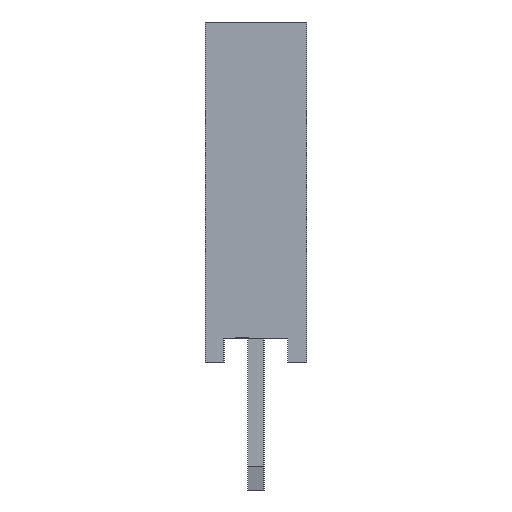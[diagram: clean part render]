
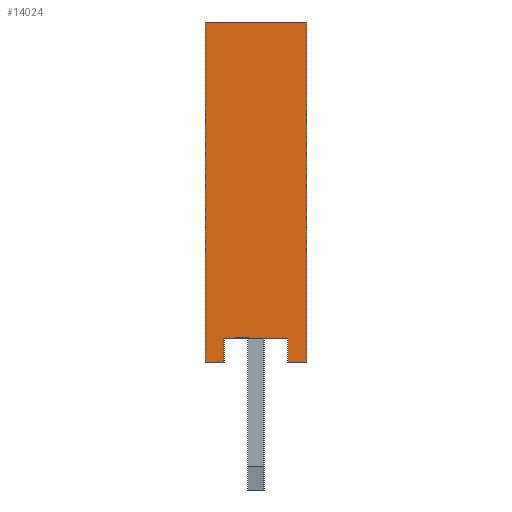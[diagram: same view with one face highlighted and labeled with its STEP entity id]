
A CAD part, left-side view. The second image highlights one B-rep face of the part: STEP entity #14024.
In plain terms, the highlighted planar face has unit normal (-1, 0, 0).
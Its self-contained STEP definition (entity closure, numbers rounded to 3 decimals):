
#279 = EDGE_CURVE ( 'NONE', #35354, #10768, #19207, .T. ) ;
#372 = VECTOR ( 'NONE', #9797, 1000. ) ;
#749 = EDGE_CURVE ( 'NONE', #16387, #35093, #32556, .T. ) ;
#1011 = CARTESIAN_POINT ( 'NONE',  ( -1.27, 2.07, 0.6 ) ) ;
#1173 = DIRECTION ( 'NONE',  ( 0., 0., -1. ) ) ;
#2377 = VERTEX_POINT ( 'NONE', #19816 ) ;
#2659 = CARTESIAN_POINT ( 'NONE',  ( -1.27, 0.47, 0.6 ) ) ;
#3456 = LINE ( 'NONE', #2659, #33345 ) ;
#3499 = CARTESIAN_POINT ( 'NONE',  ( -1.27, 2.54, 0. ) ) ;
#3616 = VERTEX_POINT ( 'NONE', #33421 ) ;
#5566 = VECTOR ( 'NONE', #7630, 1000. ) ;
#6283 = ORIENTED_EDGE ( 'NONE', *, *, #13490, .F. ) ;
#7078 = CARTESIAN_POINT ( 'NONE',  ( -1.27, 2.54, 8.5 ) ) ;
#7185 = ORIENTED_EDGE ( 'NONE', *, *, #749, .F. ) ;
#7630 = DIRECTION ( 'NONE',  ( 0., -1., 0. ) ) ;
#9176 = EDGE_CURVE ( 'NONE', #16387, #30316, #17981, .T. ) ;
#9364 = CARTESIAN_POINT ( 'NONE',  ( -1.27, 2.54, 8.5 ) ) ;
#9797 = DIRECTION ( 'NONE',  ( 0., 0., -1. ) ) ;
#10031 = CARTESIAN_POINT ( 'NONE',  ( -1.27, 0.47, 0.6 ) ) ;
#10768 = VERTEX_POINT ( 'NONE', #17244 ) ;
#10990 = ORIENTED_EDGE ( 'NONE', *, *, #279, .F. ) ;
#11094 = ORIENTED_EDGE ( 'NONE', *, *, #17109, .F. ) ;
#11183 = VECTOR ( 'NONE', #17845, 1000. ) ;
#11198 = CARTESIAN_POINT ( 'NONE',  ( -1.27, 2.07, 0.6 ) ) ;
#11216 = DIRECTION ( 'NONE',  ( 1., 0., 0. ) ) ;
#11568 = EDGE_LOOP ( 'NONE', ( #13164, #10990, #14058, #6283, #27654, #11094, #7185, #26281 ) ) ;
#11957 = CARTESIAN_POINT ( 'NONE',  ( -1.27, 2.54, 8.5 ) ) ;
#12233 = DIRECTION ( 'NONE',  ( 0., 0., -1. ) ) ;
#12635 = DIRECTION ( 'NONE',  ( 0., -1., 0. ) ) ;
#12942 = CARTESIAN_POINT ( 'NONE',  ( -1.27, 0., 8.5 ) ) ;
#13164 = ORIENTED_EDGE ( 'NONE', *, *, #17199, .T. ) ;
#13490 = EDGE_CURVE ( 'NONE', #2377, #3616, #23269, .T. ) ;
#14024 = ADVANCED_FACE ( 'NONE', ( #18030 ), #30968, .F. ) ;
#14058 = ORIENTED_EDGE ( 'NONE', *, *, #21160, .F. ) ;
#14473 = CARTESIAN_POINT ( 'NONE',  ( -1.27, 0., 8.5 ) ) ;
#16387 = VERTEX_POINT ( 'NONE', #11957 ) ;
#16807 = LINE ( 'NONE', #30044, #5566 ) ;
#17047 = VECTOR ( 'NONE', #12233, 1000. ) ;
#17109 = EDGE_CURVE ( 'NONE', #35093, #24191, #21629, .T. ) ;
#17199 = EDGE_CURVE ( 'NONE', #30316, #10768, #16807, .T. ) ;
#17244 = CARTESIAN_POINT ( 'NONE',  ( -1.27, 2.07, 0. ) ) ;
#17256 = CARTESIAN_POINT ( 'NONE',  ( -1.27, 2.54, 8.5 ) ) ;
#17845 = DIRECTION ( 'NONE',  ( 0., -1., 0. ) ) ;
#17981 = LINE ( 'NONE', #7078, #31002 ) ;
#18030 = FACE_OUTER_BOUND ( 'NONE', #11568, .T. ) ;
#18546 = DIRECTION ( 'NONE',  ( 0., 0., 1. ) ) ;
#18559 = LINE ( 'NONE', #33461, #11183 ) ;
#18912 = VECTOR ( 'NONE', #18546, 1000. ) ;
#19086 = CARTESIAN_POINT ( 'NONE',  ( -1.27, 0., 0. ) ) ;
#19207 = LINE ( 'NONE', #1011, #17047 ) ;
#19816 = CARTESIAN_POINT ( 'NONE',  ( -1.27, 0.47, 0. ) ) ;
#21160 = EDGE_CURVE ( 'NONE', #3616, #35354, #3456, .T. ) ;
#21629 = LINE ( 'NONE', #12942, #372 ) ;
#23259 = EDGE_CURVE ( 'NONE', #2377, #24191, #18559, .T. ) ;
#23269 = LINE ( 'NONE', #10031, #18912 ) ;
#24191 = VERTEX_POINT ( 'NONE', #19086 ) ;
#26281 = ORIENTED_EDGE ( 'NONE', *, *, #9176, .T. ) ;
#27654 = ORIENTED_EDGE ( 'NONE', *, *, #23259, .T. ) ;
#27912 = DIRECTION ( 'NONE',  ( 0., 0., -1. ) ) ;
#30044 = CARTESIAN_POINT ( 'NONE',  ( -1.27, 2.54, 0. ) ) ;
#30316 = VERTEX_POINT ( 'NONE', #3499 ) ;
#30491 = DIRECTION ( 'NONE',  ( 0., 1., 0. ) ) ;
#30836 = AXIS2_PLACEMENT_3D ( 'NONE', #17256, #11216, #27912 ) ;
#30968 = PLANE ( 'NONE',  #30836 ) ;
#31002 = VECTOR ( 'NONE', #1173, 1000. ) ;
#32556 = LINE ( 'NONE', #9364, #34710 ) ;
#33345 = VECTOR ( 'NONE', #30491, 1000. ) ;
#33421 = CARTESIAN_POINT ( 'NONE',  ( -1.27, 0.47, 0.6 ) ) ;
#33461 = CARTESIAN_POINT ( 'NONE',  ( -1.27, 2.54, 0. ) ) ;
#34710 = VECTOR ( 'NONE', #12635, 1000. ) ;
#35093 = VERTEX_POINT ( 'NONE', #14473 ) ;
#35354 = VERTEX_POINT ( 'NONE', #11198 ) ;
